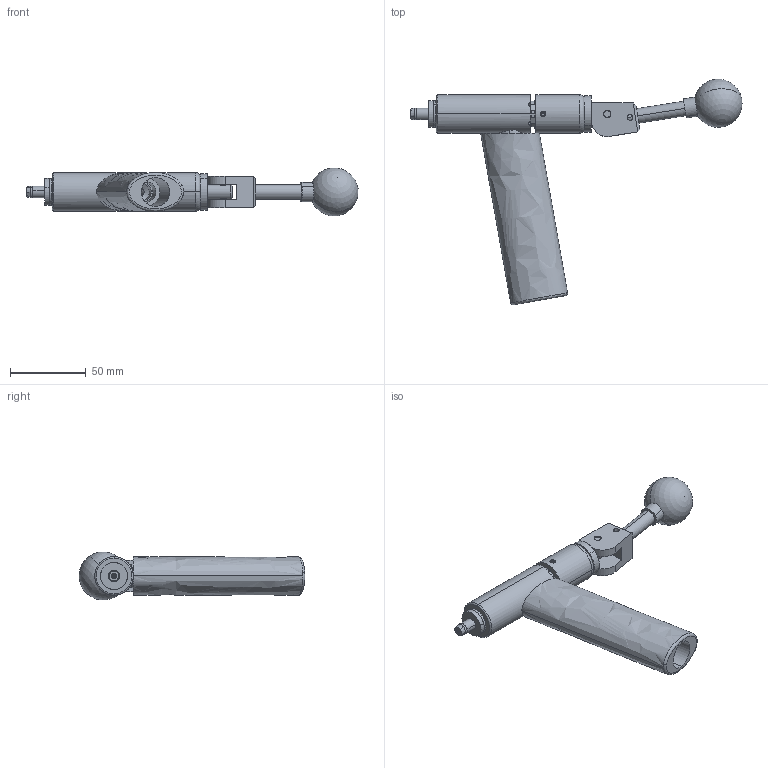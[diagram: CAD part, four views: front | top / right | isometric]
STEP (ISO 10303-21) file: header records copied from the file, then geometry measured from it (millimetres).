
FILE_DESCRIPTION (( 'STEP AP214' ), '1' );
FILE_NAME ('CTSC-003805.STEP', '2025-06-12T13:18:10', ( '' ), ( '' ), 'SwSTEP 2.0', 'SolidWorks 2023', '' );
FILE_SCHEMA (( 'AUTOMOTIVE_DESIGN' ));
Length unit declared in the file: inch
Products named in the file (1): CTSC-003805
Bounding box: 218.75 x 148.69 x 31.61 mm (x, y, z)
Volume: 151673.9 mm3; surface area: 48130.4 mm2
Topology: 10 solids, 10 shells, 308 faces, 753 edges, 480 vertices
Faces by surface type: cylinder 127, plane 115, cone 48, torus 9, bspline 7, sphere 2
Entity records: 14916 total; most frequent: CARTESIAN_POINT 3780, DIRECTION 1514, ORIENTED_EDGE 1492, EDGE_CURVE 746, AXIS2_PLACEMENT_3D 596, VERTEX_POINT 477, EDGE_LOOP 349, LINE 322
